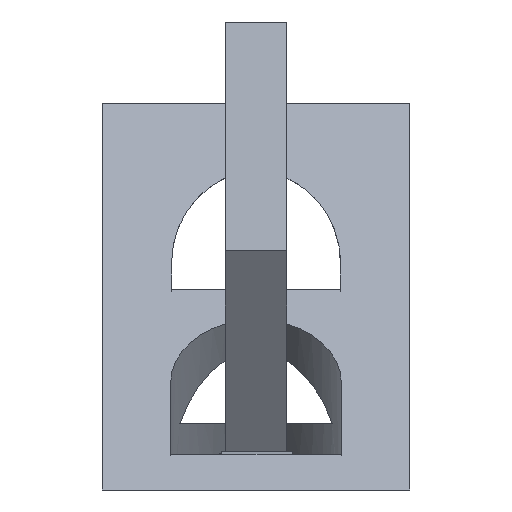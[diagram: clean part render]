
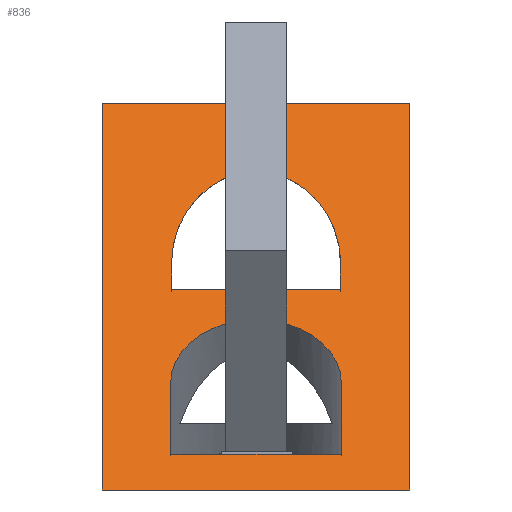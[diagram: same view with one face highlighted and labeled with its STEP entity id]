
A CAD part, left-side view. The second image highlights one B-rep face of the part: STEP entity #836.
In plain terms, the highlighted planar face has unit normal (-0.695, 0, 0.719).
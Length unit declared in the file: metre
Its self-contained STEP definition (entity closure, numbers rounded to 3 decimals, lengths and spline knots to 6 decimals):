
#18=ELLIPSE('',#911,0.017266,0.012);
#19=ELLIPSE('',#912,0.017266,0.012);
#34=CIRCLE('',#909,0.012);
#35=CIRCLE('',#910,0.012);
#178=ORIENTED_EDGE('',*,*,#346,.T.);
#179=ORIENTED_EDGE('',*,*,#347,.T.);
#180=ORIENTED_EDGE('',*,*,#348,.T.);
#181=ORIENTED_EDGE('',*,*,#349,.T.);
#182=ORIENTED_EDGE('',*,*,#350,.F.);
#183=ORIENTED_EDGE('',*,*,#351,.T.);
#184=ORIENTED_EDGE('',*,*,#352,.F.);
#185=ORIENTED_EDGE('',*,*,#353,.F.);
#186=ORIENTED_EDGE('',*,*,#354,.T.);
#187=ORIENTED_EDGE('',*,*,#355,.F.);
#188=ORIENTED_EDGE('',*,*,#356,.T.);
#189=ORIENTED_EDGE('',*,*,#357,.T.);
#190=ORIENTED_EDGE('',*,*,#358,.T.);
#191=ORIENTED_EDGE('',*,*,#359,.F.);
#346=EDGE_CURVE('',#441,#442,#34,.T.);
#347=EDGE_CURVE('',#442,#443,#35,.T.);
#348=EDGE_CURVE('',#443,#444,#537,.T.);
#349=EDGE_CURVE('',#444,#445,#538,.T.);
#350=EDGE_CURVE('',#441,#445,#539,.T.);
#351=EDGE_CURVE('',#446,#447,#540,.T.);
#352=EDGE_CURVE('',#448,#447,#541,.T.);
#353=EDGE_CURVE('',#449,#448,#542,.T.);
#354=EDGE_CURVE('',#449,#446,#543,.T.);
#355=EDGE_CURVE('',#450,#451,#544,.T.);
#356=EDGE_CURVE('',#450,#452,#545,.T.);
#357=EDGE_CURVE('',#452,#453,#18,.T.);
#358=EDGE_CURVE('',#453,#454,#19,.T.);
#359=EDGE_CURVE('',#451,#454,#546,.T.);
#441=VERTEX_POINT('',#1301);
#442=VERTEX_POINT('',#1302);
#443=VERTEX_POINT('',#1304);
#444=VERTEX_POINT('',#1306);
#445=VERTEX_POINT('',#1308);
#446=VERTEX_POINT('',#1311);
#447=VERTEX_POINT('',#1312);
#448=VERTEX_POINT('',#1314);
#449=VERTEX_POINT('',#1316);
#450=VERTEX_POINT('',#1319);
#451=VERTEX_POINT('',#1320);
#452=VERTEX_POINT('',#1322);
#453=VERTEX_POINT('',#1324);
#454=VERTEX_POINT('',#1326);
#537=LINE('',#1305,#636);
#538=LINE('',#1307,#637);
#539=LINE('',#1309,#638);
#540=LINE('',#1310,#639);
#541=LINE('',#1313,#640);
#542=LINE('',#1315,#641);
#543=LINE('',#1317,#642);
#544=LINE('',#1318,#643);
#545=LINE('',#1321,#644);
#546=LINE('',#1327,#645);
#636=VECTOR('',#1069,1.);
#637=VECTOR('',#1070,1.);
#638=VECTOR('',#1071,1.);
#639=VECTOR('',#1072,1.);
#640=VECTOR('',#1073,1.);
#641=VECTOR('',#1074,1.);
#642=VECTOR('',#1075,1.);
#643=VECTOR('',#1076,1.);
#644=VECTOR('',#1077,1.);
#645=VECTOR('',#1082,1.);
#703=EDGE_LOOP('',(#178,#179,#180,#181,#182));
#704=EDGE_LOOP('',(#183,#184,#185,#186));
#705=EDGE_LOOP('',(#187,#188,#189,#190,#191));
#754=FACE_BOUND('',#703,.T.);
#755=FACE_BOUND('',#704,.T.);
#756=FACE_BOUND('',#705,.T.);
#798=PLANE('',#908);
#836=ADVANCED_FACE('',(#754,#755,#756),#798,.F.);
#908=AXIS2_PLACEMENT_3D('',#1299,#1063,#1064);
#909=AXIS2_PLACEMENT_3D('',#1300,#1065,#1066);
#910=AXIS2_PLACEMENT_3D('',#1303,#1067,#1068);
#911=AXIS2_PLACEMENT_3D('',#1323,#1078,#1079);
#912=AXIS2_PLACEMENT_3D('',#1325,#1080,#1081);
#1063=DIRECTION('',(0.695,0.,-0.719));
#1064=DIRECTION('',(-0.719,0.,-0.695));
#1065=DIRECTION('',(0.695,0.,-0.719));
#1066=DIRECTION('',(-0.719,0.,-0.695));
#1067=DIRECTION('',(0.695,0.,-0.719));
#1068=DIRECTION('',(-0.719,0.,-0.695));
#1069=DIRECTION('',(-0.719,0.,-0.695));
#1070=DIRECTION('',(0.,1.,0.));
#1071=DIRECTION('',(-0.719,0.,-0.695));
#1072=DIRECTION('',(-0.719,0.,-0.695));
#1073=DIRECTION('',(0.,1.,0.));
#1074=DIRECTION('',(-0.719,0.,-0.695));
#1075=DIRECTION('',(0.,1.,0.));
#1076=DIRECTION('',(0.,-1.,0.));
#1077=DIRECTION('',(0.719,0.,0.695));
#1078=DIRECTION('',(0.695,0.,-0.719));
#1079=DIRECTION('',(-0.719,0.,-0.695));
#1080=DIRECTION('',(0.695,0.,-0.719));
#1081=DIRECTION('',(0.719,0.,0.695));
#1082=DIRECTION('',(0.719,0.,0.695));
#1299=CARTESIAN_POINT('',(-0.026021,-0.04,0.025152));
#1300=CARTESIAN_POINT('',(-0.037531,-0.020888,0.014027));
#1301=CARTESIAN_POINT('',(-0.037531,-0.008888,0.014027));
#1302=CARTESIAN_POINT('',(-0.028927,-0.02,0.022344));
#1303=CARTESIAN_POINT('',(-0.037531,-0.019112,0.014027));
#1304=CARTESIAN_POINT('',(-0.037531,-0.031112,0.014027));
#1305=CARTESIAN_POINT('',(-0.041024,-0.031112,0.010651));
#1306=CARTESIAN_POINT('',(-0.047248,-0.031112,0.004635));
#1307=CARTESIAN_POINT('',(-0.047248,-0.02,0.004635));
#1308=CARTESIAN_POINT('',(-0.047248,-0.008888,0.004635));
#1309=CARTESIAN_POINT('',(-0.041024,-0.008888,0.010651));
#1310=CARTESIAN_POINT('',(-0.026021,0.,0.025152));
#1311=CARTESIAN_POINT('',(0.,0.,0.050305));
#1312=CARTESIAN_POINT('',(-0.052043,0.,0.));
#1313=CARTESIAN_POINT('',(-0.052043,-0.04,0.));
#1314=CARTESIAN_POINT('',(-0.052043,-0.04,0.));
#1315=CARTESIAN_POINT('',(-0.026021,-0.04,0.025152));
#1316=CARTESIAN_POINT('',(0.,-0.04,0.050305));
#1317=CARTESIAN_POINT('',(0.,-0.04,0.050305));
#1318=CARTESIAN_POINT('',(-0.025,-0.04,0.02614));
#1319=CARTESIAN_POINT('',(-0.025,-0.009023,0.02614));
#1320=CARTESIAN_POINT('',(-0.025,-0.030977,0.02614));
#1321=CARTESIAN_POINT('',(-0.026021,-0.009023,0.025152));
#1322=CARTESIAN_POINT('',(-0.02131,-0.009023,0.029706));
#1323=CARTESIAN_POINT('',(-0.02131,-0.021023,0.029706));
#1324=CARTESIAN_POINT('',(-0.008941,-0.02,0.041663));
#1325=CARTESIAN_POINT('',(-0.02131,-0.018977,0.029706));
#1326=CARTESIAN_POINT('',(-0.02131,-0.030977,0.029706));
#1327=CARTESIAN_POINT('',(-0.026021,-0.030977,0.025152));
